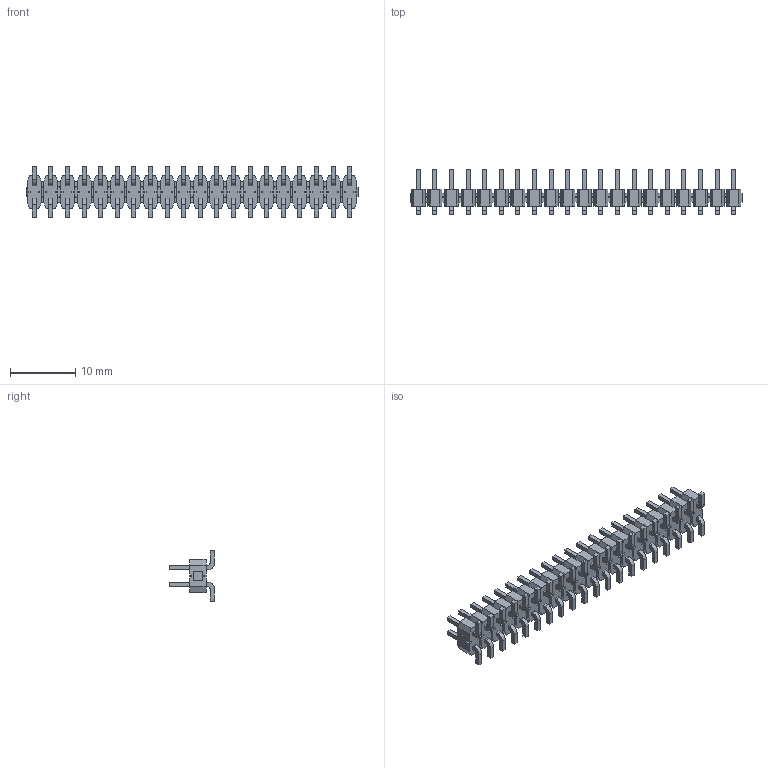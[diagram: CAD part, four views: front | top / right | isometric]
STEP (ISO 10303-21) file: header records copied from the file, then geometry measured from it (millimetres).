
FILE_DESCRIPTION( ( 'STEP AP214' ), ' ' );
FILE_NAME( 'TSM-120-04-L-DV.stp', '2016-04-21T09:23:29', ( '' ), ( '' ), ' ', 'PARTsolutions', ' ' );
FILE_SCHEMA( ( 'AUTOMOTIVE_DESIGN { 1 0 10303 214 1 1 1 1 }' ) );
Length unit declared in the file: inch
Products named in the file (3): TSM-120-04-L-DV; _TSM-120-04-L-DV_body; _T-1S6-21(-04-20-DV)
Assembly tree (2 placements, depth 2):
  TSM-120-04-L-DV
    _TSM-120-04-L-DV_body
    _T-1S6-21(-04-20-DV)
Bounding box: 50.8 x 6.86 x 7.7 mm (x, y, z)
Volume: 645.4 mm3; surface area: 2427.5 mm2
Topology: 2 solids, 2 shells, 1368 faces, 3852 edges, 2568 vertices
Faces by surface type: plane 1288, cylinder 80
Entity records: 54610 total; most frequent: CARTESIAN_POINT 7791, ORIENTED_EDGE 7704, DIRECTION 6754, EDGE_CURVE 3852, LINE 3692, VECTOR 3692, VERTEX_POINT 2568, EDGE_LOOP 1566
